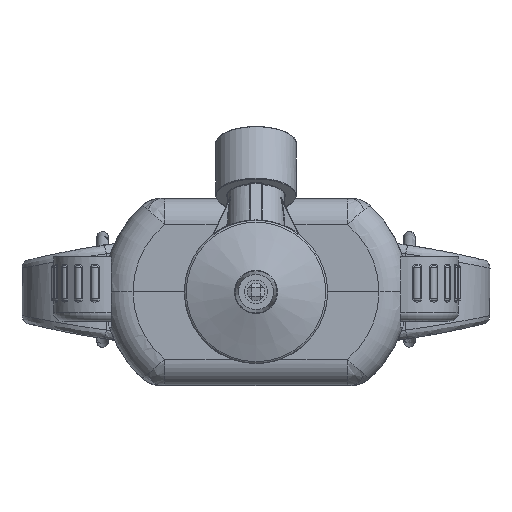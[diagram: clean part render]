
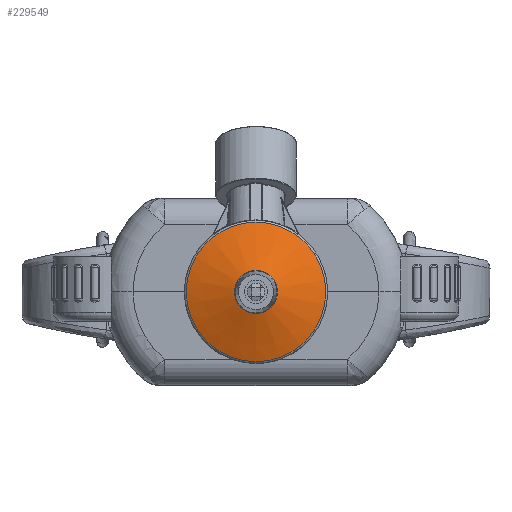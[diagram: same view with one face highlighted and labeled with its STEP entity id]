
A CAD part, left-side view. The second image highlights one B-rep face of the part: STEP entity #229549.
In plain terms, the highlighted conical face has half-angle 70 degrees and reference radius 12.25 mm.
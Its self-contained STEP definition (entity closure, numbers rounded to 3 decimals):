
#225892 = EDGE_CURVE('',#225893,#225893,#225895,.T.);
#225893 = VERTEX_POINT('',#225894);
#225894 = CARTESIAN_POINT('',(-157.345,0.,-11.921));
#225895 = CIRCLE('',#225896,11.921);
#225896 = AXIS2_PLACEMENT_3D('',#225897,#225898,#225899);
#225897 = CARTESIAN_POINT('',(-157.345,0.,0.));
#225898 = DIRECTION('',(-1.,0.,0.));
#225899 = DIRECTION('',(0.,0.,-1.));
#227389 = VERTEX_POINT('',#227390);
#227390 = CARTESIAN_POINT('',(-160.338,0.,3.698));
#227400 = EDGE_CURVE('',#227389,#227401,#227403,.T.);
#227401 = VERTEX_POINT('',#227402);
#227402 = CARTESIAN_POINT('',(-160.338,0.,
    -3.698));
#227403 = CIRCLE('',#227404,3.698);
#227404 = AXIS2_PLACEMENT_3D('',#227405,#227406,#227407);
#227405 = CARTESIAN_POINT('',(-160.338,0.,0.));
#227406 = DIRECTION('',(1.,0.,0.));
#227407 = DIRECTION('',(0.,0.,1.));
#227409 = EDGE_CURVE('',#227401,#227389,#227410,.T.);
#227410 = CIRCLE('',#227411,3.698);
#227411 = AXIS2_PLACEMENT_3D('',#227412,#227413,#227414);
#227412 = CARTESIAN_POINT('',(-160.338,0.,0.));
#227413 = DIRECTION('',(1.,0.,0.));
#227414 = DIRECTION('',(0.,0.,1.));
#229549 = ADVANCED_FACE('',(#229550),#229561,.T.);
#229550 = FACE_BOUND('',#229551,.T.);
#229551 = EDGE_LOOP('',(#229552,#229553,#229558,#229559,#229560));
#229552 = ORIENTED_EDGE('',*,*,#225892,.T.);
#229553 = ORIENTED_EDGE('',*,*,#229554,.F.);
#229554 = EDGE_CURVE('',#227401,#225893,#229555,.T.);
#229555 = B_SPLINE_CURVE_WITH_KNOTS('',1,(#229556,#229557),
  .UNSPECIFIED.,.F.,.F.,(2,2),(-9.101,-0.35),
  .PIECEWISE_BEZIER_KNOTS.);
#229556 = CARTESIAN_POINT('',(-160.338,0.,
    -3.698));
#229557 = CARTESIAN_POINT('',(-157.345,0.,
    -11.921));
#229558 = ORIENTED_EDGE('',*,*,#227409,.T.);
#229559 = ORIENTED_EDGE('',*,*,#227400,.T.);
#229560 = ORIENTED_EDGE('',*,*,#229554,.T.);
#229561 = CONICAL_SURFACE('',#229562,12.25,1.222);
#229562 = AXIS2_PLACEMENT_3D('',#229563,#229564,#229565);
#229563 = CARTESIAN_POINT('',(-157.225,0.,0.));
#229564 = DIRECTION('',(1.,-0.,0.));
#229565 = DIRECTION('',(0.,0.,-1.));
